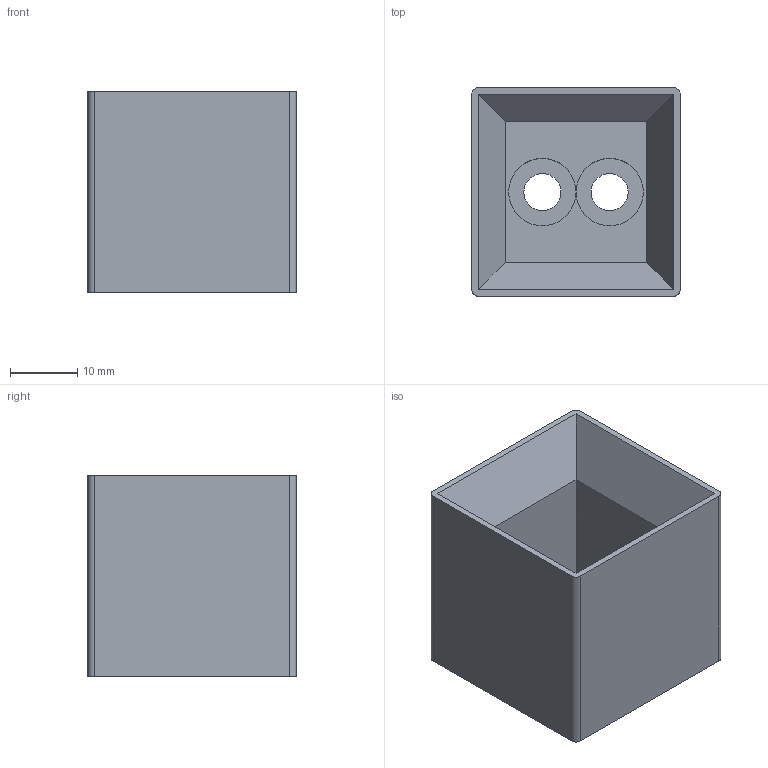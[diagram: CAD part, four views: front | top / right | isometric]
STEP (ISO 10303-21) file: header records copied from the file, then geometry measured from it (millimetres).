
FILE_DESCRIPTION(/* description */ (''),/* implementation_level */ '2;1');
FILE_NAME(/* name */ 'Stand Mount.step',/* time_stamp */ '2025-11-18T11:15:04-05:00',/* author */ (''),/* organization */ (''),/* preprocessor_version */ 'ST-DEVELOPER v20.1',/* originating_system */ 'Autodesk Translation Framework v14.21.0.0',/* authorisation */ '');
FILE_SCHEMA (('AUTOMOTIVE_DESIGN { 1 0 10303 214 3 1 1 }'));
Length unit declared in the file: millimetre
Products named in the file (1): Stand Mount
Bounding box: 31 x 31 x 30 mm (x, y, z)
Volume: 15698.3 mm3; surface area: 7673.8 mm2
Topology: 1 solids, 1 shells, 26 faces, 59 edges, 36 vertices
Faces by surface type: plane 17, cylinder 9
Full cylindrical faces by diameter (mm): 5.5 x2, 10 x1
Entity records: 771 total; most frequent: DIRECTION 131, CARTESIAN_POINT 122, ORIENTED_EDGE 118, EDGE_CURVE 59, AXIS2_PLACEMENT_3D 45, LINE 41, VECTOR 41, VERTEX_POINT 36
